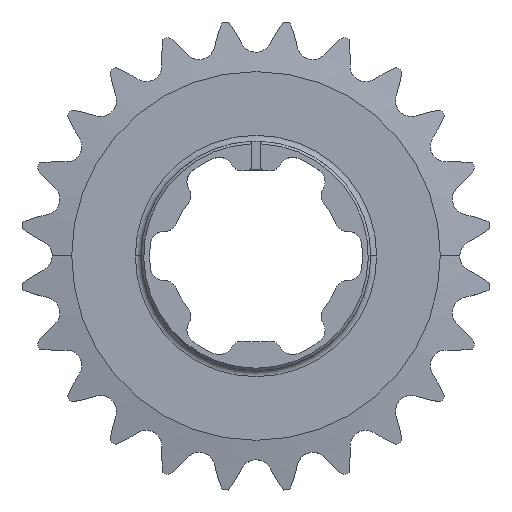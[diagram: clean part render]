
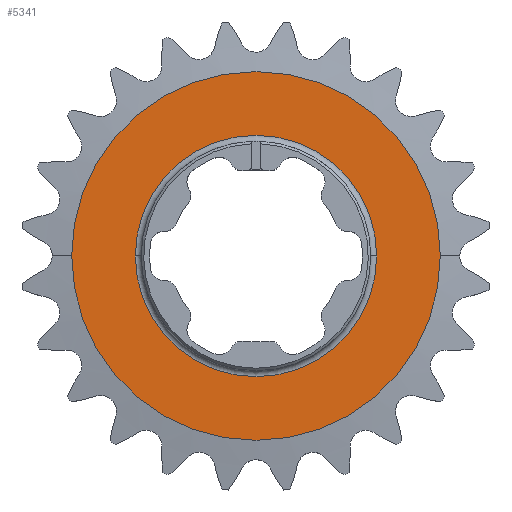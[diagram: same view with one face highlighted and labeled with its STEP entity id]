
A CAD part, top view. The second image highlights one B-rep face of the part: STEP entity #5341.
In plain terms, the highlighted planar face has unit normal (0, 0, 1).
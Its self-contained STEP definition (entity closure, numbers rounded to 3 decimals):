
#40 = AXIS2_PLACEMENT_3D ( 'NONE', #3158, #3195, #3763 ) ;
#315 = DIRECTION ( 'NONE',  ( 1., 0., 0. ) ) ;
#466 = AXIS2_PLACEMENT_3D ( 'NONE', #6365, #4100, #5308 ) ;
#525 = ORIENTED_EDGE ( 'NONE', *, *, #3397, .T. ) ;
#752 = EDGE_CURVE ( 'NONE', #2582, #4674, #4890, .T. ) ;
#924 = DIRECTION ( 'NONE',  ( 0., 0., 1. ) ) ;
#1111 = ORIENTED_EDGE ( 'NONE', *, *, #5291, .T. ) ;
#1145 = CARTESIAN_POINT ( 'NONE',  ( -20.05, 0., 2.381 ) ) ;
#1457 = PLANE ( 'NONE',  #5996 ) ;
#1661 = ORIENTED_EDGE ( 'NONE', *, *, #752, .T. ) ;
#1812 = CARTESIAN_POINT ( 'NONE',  ( 30.627, 0., 2.381 ) ) ;
#1839 = AXIS2_PLACEMENT_3D ( 'NONE', #3591, #2958, #315 ) ;
#2550 = FACE_OUTER_BOUND ( 'NONE', #4716, .T. ) ;
#2582 = VERTEX_POINT ( 'NONE', #1812 ) ;
#2762 = EDGE_CURVE ( 'NONE', #6541, #3159, #3078, .T. ) ;
#2958 = DIRECTION ( 'NONE',  ( 0., 0., 1. ) ) ;
#3074 = DIRECTION ( 'NONE',  ( 1., 0., 0. ) ) ;
#3078 = CIRCLE ( 'NONE', #40, 20.05 ) ;
#3158 = CARTESIAN_POINT ( 'NONE',  ( 0., 0., 2.381 ) ) ;
#3159 = VERTEX_POINT ( 'NONE', #5492 ) ;
#3171 = CARTESIAN_POINT ( 'NONE',  ( 0., 0., 2.381 ) ) ;
#3195 = DIRECTION ( 'NONE',  ( 0., 0., -1. ) ) ;
#3397 = EDGE_CURVE ( 'NONE', #4674, #2582, #6594, .T. ) ;
#3591 = CARTESIAN_POINT ( 'NONE',  ( 0., 0., 2.381 ) ) ;
#3763 = DIRECTION ( 'NONE',  ( 1., 0., 0. ) ) ;
#3805 = CARTESIAN_POINT ( 'NONE',  ( -30.627, 0., 2.381 ) ) ;
#4100 = DIRECTION ( 'NONE',  ( 0., 0., -1. ) ) ;
#4135 = FACE_BOUND ( 'NONE', #4826, .T. ) ;
#4674 = VERTEX_POINT ( 'NONE', #3805 ) ;
#4716 = EDGE_LOOP ( 'NONE', ( #525, #1661 ) ) ;
#4746 = ORIENTED_EDGE ( 'NONE', *, *, #2762, .T. ) ;
#4826 = EDGE_LOOP ( 'NONE', ( #1111, #4746 ) ) ;
#4890 = CIRCLE ( 'NONE', #1839, 30.627 ) ;
#5133 = AXIS2_PLACEMENT_3D ( 'NONE', #3171, #5939, #6465 ) ;
#5291 = EDGE_CURVE ( 'NONE', #3159, #6541, #6107, .T. ) ;
#5308 = DIRECTION ( 'NONE',  ( 1., 0., 0. ) ) ;
#5341 = ADVANCED_FACE ( 'NONE', ( #4135, #2550 ), #1457, .T. ) ;
#5492 = CARTESIAN_POINT ( 'NONE',  ( 20.05, 0., 2.381 ) ) ;
#5760 = CARTESIAN_POINT ( 'NONE',  ( 0., 0., 2.381 ) ) ;
#5939 = DIRECTION ( 'NONE',  ( 0., 0., 1. ) ) ;
#5996 = AXIS2_PLACEMENT_3D ( 'NONE', #5760, #924, #3074 ) ;
#6107 = CIRCLE ( 'NONE', #466, 20.05 ) ;
#6365 = CARTESIAN_POINT ( 'NONE',  ( 0., 0., 2.381 ) ) ;
#6465 = DIRECTION ( 'NONE',  ( 1., 0., 0. ) ) ;
#6541 = VERTEX_POINT ( 'NONE', #1145 ) ;
#6594 = CIRCLE ( 'NONE', #5133, 30.627 ) ;
